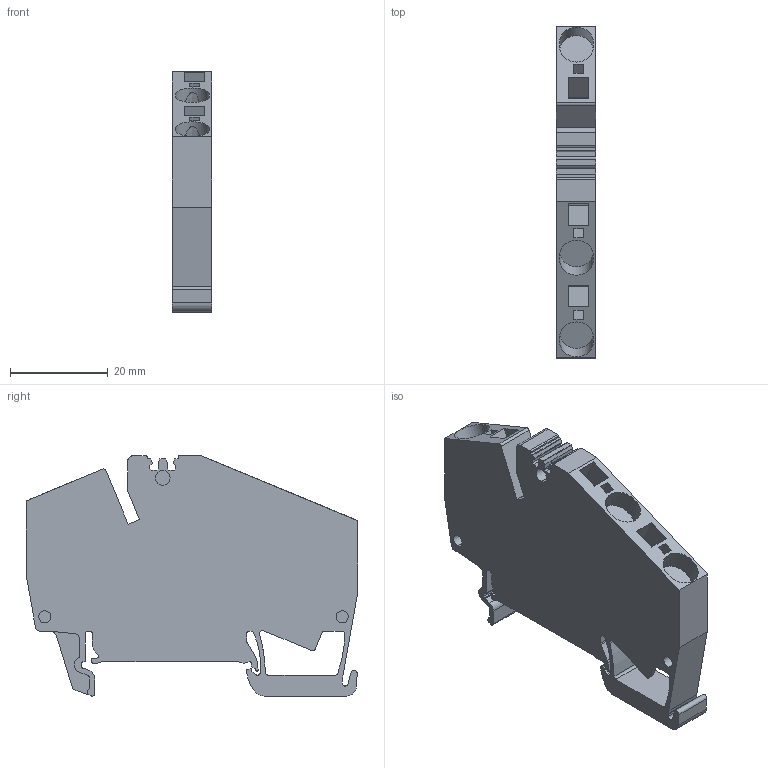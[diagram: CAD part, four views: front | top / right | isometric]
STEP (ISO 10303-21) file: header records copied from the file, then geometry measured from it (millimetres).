
FILE_DESCRIPTION(('CATIA V5R22 STEP214','CAx-IF Rec.Pracs.--- Model Styling and Organization---1.4--- 2014-01-23'),'2;1');
FILE_NAME ('020946-2_0', '2021-05-27T12:50:45+00:00', ('Weidmueller Interface'), ('Weidmueller'), 'CATIA Version 5-6 Release 2016 SP3 HF44', 'CATIA V5 STEP AP214', 'none');
FILE_SCHEMA(('AUTOMOTIVE_DESIGN { 1 0 10303 214 1 1 1 1 }'));
Length unit declared in the file: millimetre
Products named in the file (1): 1771410000
Bounding box: 8.1 x 67.95 x 49.19 mm (x, y, z)
Volume: 18066.8 mm3; surface area: 9060.7 mm2
Topology: 1 solids, 1 shells, 241 faces, 702 edges, 477 vertices
Faces by surface type: plane 146, cylinder 86, extrusion 9
Entity records: 7863 total; most frequent: CARTESIAN_POINT 1579, ORIENTED_EDGE 1404, DIRECTION 1095, EDGE_CURVE 702, VECTOR 504, LINE 495, VERTEX_POINT 477, AXIS2_PLACEMENT_3D 388
